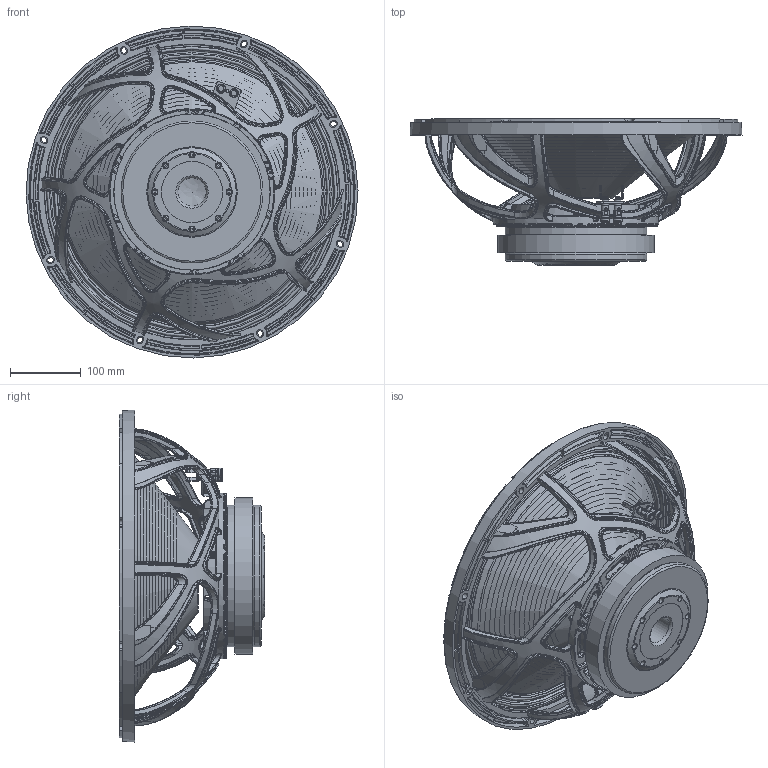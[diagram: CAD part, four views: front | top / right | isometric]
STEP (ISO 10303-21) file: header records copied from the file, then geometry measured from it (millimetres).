
FILE_DESCRIPTION (( 'STEP AP203' ), '1' );
FILE_NAME ('310B 3D.STEP', '2023-05-17T13:02:25', ( '' ), ( '' ), 'SwSTEP 2.0', 'SolidWorks 2020', '' );
FILE_SCHEMA (( 'CONFIG_CONTROL_DESIGN' ));
Length unit declared in the file: millimetre
Products named in the file (1): 310B 3D
Bounding box: 467.85 x 205.7 x 467.85 mm (x, y, z)
Surface area: 945821.2 mm2 (no closed solid volume)
Topology: 0 solids, 34 shells, 2130 faces, 7300 edges, 4975 vertices
Faces by surface type: bspline 1177, torus 350, plane 239, cone 221, cylinder 138, sphere 5
Full cylindrical faces by diameter (mm): 2 x4, 4.2 x1, 5 x5, 6.5 x2, 8 x10, 9.6 x2, 9.8 x2, 9.85 x2, 10 x2, 11.2 x2, 11.4 x2, 12.8 x2, 40 x1, 86 x1, 200 x2, 220 x1, 352 x1, 367 x1, 436 x1
Entity records: 169186 total; most frequent: CARTESIAN_POINT 118875, ORIENTED_EDGE 11290, DIRECTION 7490, EDGE_CURVE 7112, VERTEX_POINT 4925, B_SPLINE_CURVE_WITH_KNOTS 3864, AXIS2_PLACEMENT_3D 3337, CIRCLE 2383
